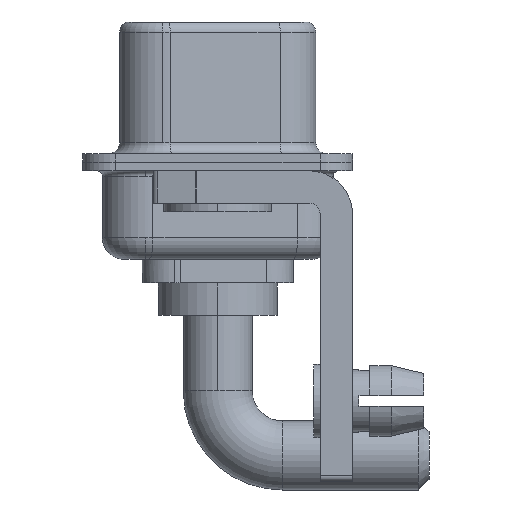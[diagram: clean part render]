
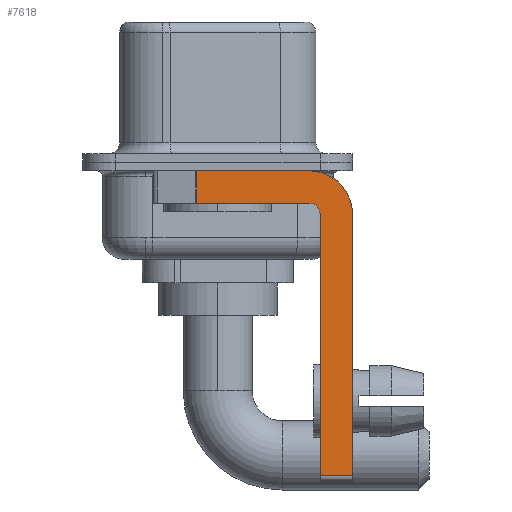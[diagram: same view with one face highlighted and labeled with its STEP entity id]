
A CAD part, left-side view. The second image highlights one B-rep face of the part: STEP entity #7618.
In plain terms, the highlighted planar face has unit normal (-1, 0, 0).
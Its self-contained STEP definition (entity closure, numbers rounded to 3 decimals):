
#283 = ORIENTED_EDGE ( 'NONE', *, *, #5220, .F. ) ;
#417 = VERTEX_POINT ( 'NONE', #1748 ) ;
#447 = DIRECTION ( 'NONE',  ( 0., 0., -1. ) ) ;
#807 = CARTESIAN_POINT ( 'NONE',  ( -2.9, -4.25, -2.4 ) ) ;
#848 = VERTEX_POINT ( 'NONE', #12416 ) ;
#897 = PLANE ( 'NONE',  #7117 ) ;
#978 = EDGE_CURVE ( 'NONE', #1743, #12944, #1728, .T. ) ;
#1346 = CARTESIAN_POINT ( 'NONE',  ( -2.9, -4.25, -1.9 ) ) ;
#1563 = ORIENTED_EDGE ( 'NONE', *, *, #15368, .F. ) ;
#1727 = CIRCLE ( 'NONE', #6992, 2. ) ;
#1728 = CIRCLE ( 'NONE', #6696, 0.5 ) ;
#1743 = VERTEX_POINT ( 'NONE', #6211 ) ;
#1748 = CARTESIAN_POINT ( 'NONE',  ( -2.9, -4.25, -0.4 ) ) ;
#1814 = CARTESIAN_POINT ( 'NONE',  ( -2.9, -4.25, -14.55 ) ) ;
#1955 = LINE ( 'NONE', #7255, #14851 ) ;
#2242 = DIRECTION ( 'NONE',  ( -1., 0., 0. ) ) ;
#2277 = EDGE_CURVE ( 'NONE', #4297, #2981, #12949, .T. ) ;
#2759 = CARTESIAN_POINT ( 'NONE',  ( -2.9, -6.25, -14.55 ) ) ;
#2954 = EDGE_CURVE ( 'NONE', #417, #848, #1727, .T. ) ;
#2981 = VERTEX_POINT ( 'NONE', #2759 ) ;
#3008 = LINE ( 'NONE', #8393, #7884 ) ;
#3012 = LINE ( 'NONE', #12873, #11542 ) ;
#3649 = EDGE_CURVE ( 'NONE', #12944, #12037, #3008, .T. ) ;
#4297 = VERTEX_POINT ( 'NONE', #12905 ) ;
#4446 = VECTOR ( 'NONE', #7521, 1000. ) ;
#4705 = LINE ( 'NONE', #13006, #4446 ) ;
#4930 = DIRECTION ( 'NONE',  ( 1., 0., 0. ) ) ;
#4966 = DIRECTION ( 'NONE',  ( 0., 1., 0. ) ) ;
#4994 = ORIENTED_EDGE ( 'NONE', *, *, #2954, .F. ) ;
#5029 = FACE_OUTER_BOUND ( 'NONE', #15412, .T. ) ;
#5220 = EDGE_CURVE ( 'NONE', #848, #2981, #4705, .T. ) ;
#5539 = ORIENTED_EDGE ( 'NONE', *, *, #978, .F. ) ;
#6211 = CARTESIAN_POINT ( 'NONE',  ( -2.9, -4.75, -2.4 ) ) ;
#6343 = DIRECTION ( 'NONE',  ( 0., 0., 1. ) ) ;
#6381 = DIRECTION ( 'NONE',  ( 0., 0., -1. ) ) ;
#6556 = ORIENTED_EDGE ( 'NONE', *, *, #17595, .F. ) ;
#6696 = AXIS2_PLACEMENT_3D ( 'NONE', #14570, #2242, #6343 ) ;
#6992 = AXIS2_PLACEMENT_3D ( 'NONE', #13893, #16569, #9713 ) ;
#7117 = AXIS2_PLACEMENT_3D ( 'NONE', #807, #4930, #6381 ) ;
#7255 = CARTESIAN_POINT ( 'NONE',  ( -2.9, -4.75, -14.8 ) ) ;
#7521 = DIRECTION ( 'NONE',  ( 0., 0., -1. ) ) ;
#7524 = DIRECTION ( 'NONE',  ( 0., 0., 1. ) ) ;
#7618 = ADVANCED_FACE ( 'NONE', ( #5029 ), #897, .F. ) ;
#7884 = VECTOR ( 'NONE', #4966, 1000. ) ;
#8180 = VECTOR ( 'NONE', #13135, 1000. ) ;
#8393 = CARTESIAN_POINT ( 'NONE',  ( -2.9, -4.25, -1.9 ) ) ;
#8530 = ORIENTED_EDGE ( 'NONE', *, *, #12609, .T. ) ;
#9288 = CARTESIAN_POINT ( 'NONE',  ( -2.9, 0.978, -1.9 ) ) ;
#9713 = DIRECTION ( 'NONE',  ( 0., 0., -1. ) ) ;
#10935 = LINE ( 'NONE', #17969, #15089 ) ;
#11105 = ORIENTED_EDGE ( 'NONE', *, *, #2277, .T. ) ;
#11542 = VECTOR ( 'NONE', #447, 1000. ) ;
#12037 = VERTEX_POINT ( 'NONE', #9288 ) ;
#12260 = CARTESIAN_POINT ( 'NONE',  ( -2.9, 0.978, -0.4 ) ) ;
#12416 = CARTESIAN_POINT ( 'NONE',  ( -2.9, -6.25, -2.4 ) ) ;
#12609 = EDGE_CURVE ( 'NONE', #14618, #12037, #3012, .T. ) ;
#12873 = CARTESIAN_POINT ( 'NONE',  ( -2.9, 0.978, -1.9 ) ) ;
#12905 = CARTESIAN_POINT ( 'NONE',  ( -2.9, -4.75, -14.55 ) ) ;
#12944 = VERTEX_POINT ( 'NONE', #1346 ) ;
#12949 = LINE ( 'NONE', #1814, #8180 ) ;
#13006 = CARTESIAN_POINT ( 'NONE',  ( -2.9, -6.25, -2.4 ) ) ;
#13135 = DIRECTION ( 'NONE',  ( 0., -1., 0. ) ) ;
#13475 = DIRECTION ( 'NONE',  ( 0., -1., 0. ) ) ;
#13893 = CARTESIAN_POINT ( 'NONE',  ( -2.9, -4.25, -2.4 ) ) ;
#14570 = CARTESIAN_POINT ( 'NONE',  ( -2.9, -4.25, -2.4 ) ) ;
#14618 = VERTEX_POINT ( 'NONE', #12260 ) ;
#14851 = VECTOR ( 'NONE', #7524, 1000. ) ;
#15089 = VECTOR ( 'NONE', #13475, 1000. ) ;
#15368 = EDGE_CURVE ( 'NONE', #14618, #417, #10935, .T. ) ;
#15412 = EDGE_LOOP ( 'NONE', ( #1563, #8530, #16645, #5539, #6556, #11105, #283, #4994 ) ) ;
#16569 = DIRECTION ( 'NONE',  ( 1., 0., 0. ) ) ;
#16645 = ORIENTED_EDGE ( 'NONE', *, *, #3649, .F. ) ;
#17595 = EDGE_CURVE ( 'NONE', #4297, #1743, #1955, .T. ) ;
#17969 = CARTESIAN_POINT ( 'NONE',  ( -2.9, 3., -0.4 ) ) ;
